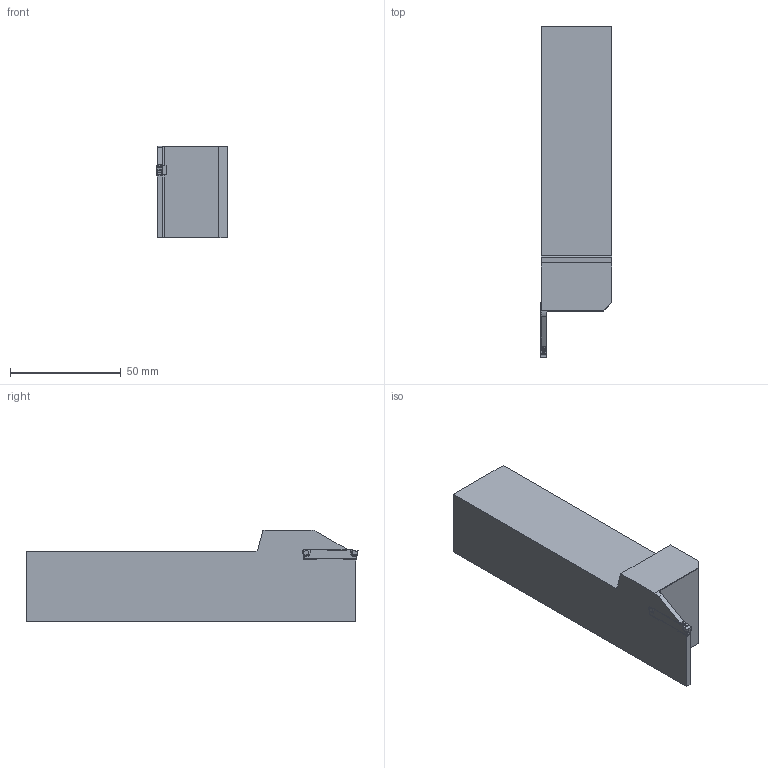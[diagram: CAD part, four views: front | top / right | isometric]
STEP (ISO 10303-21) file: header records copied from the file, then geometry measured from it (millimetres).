
FILE_DESCRIPTION(/* description */ (''),/* implementation_level */ '2;1');
FILE_NAME(/* name */ 'GL3-S3232MFL-20_sim.stp',/* time_stamp */ '2021-08-18T11:08:26+02:00',/* author */ (''),/* organization */ (''),/* preprocessor_version */ 'ST-DEVELOPER v16.7',/* originating_system */ 'SIEMENS PLM Software NX 12.0',/* authorisation */ '');
FILE_SCHEMA (('AUTOMOTIVE_DESIGN { 1 0 10303 214 3 1 1 1 }'));
Length unit declared in the file: millimetre
Products named in the file (1): hc7229586AB50ot3
Bounding box: 32.25 x 150.01 x 41.5 mm (x, y, z)
Volume: 139734.9 mm3; surface area: 21182.9 mm2
Topology: 2 solids, 2 shells, 256 faces, 662 edges, 400 vertices
Faces by surface type: bspline 126, cylinder 59, plane 58, extrusion 7, sphere 6
Entity records: 9677 total; most frequent: CARTESIAN_POINT 4636, ORIENTED_EDGE 1296, DIRECTION 681, EDGE_CURVE 648, VERTEX_POINT 396, B_SPLINE_CURVE_WITH_KNOTS 320, ADVANCED_FACE 256, FACE_OUTER_BOUND 256
